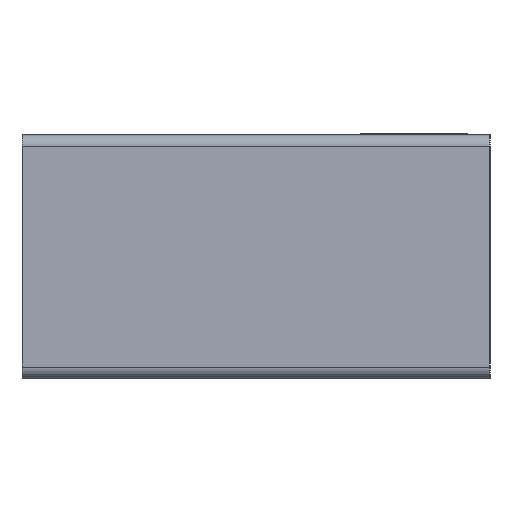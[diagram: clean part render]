
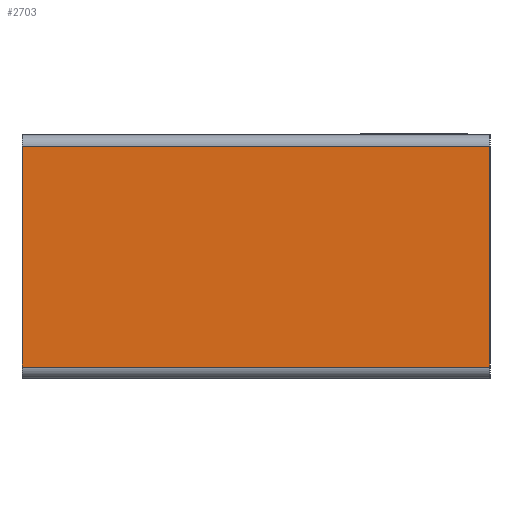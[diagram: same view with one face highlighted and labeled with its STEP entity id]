
A CAD part, left-side view. The second image highlights one B-rep face of the part: STEP entity #2703.
In plain terms, the highlighted planar face has unit normal (-1, 0, 0).
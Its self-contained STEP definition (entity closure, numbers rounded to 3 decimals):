
#232=FACE_OUTER_BOUND('',#385,.T.);
#385=EDGE_LOOP('',(#1893,#1894,#1895,#1896));
#581=LINE('',#3778,#860);
#595=LINE('',#3813,#874);
#596=LINE('',#3816,#875);
#597=LINE('',#3817,#876);
#860=VECTOR('',#3199,10.);
#874=VECTOR('',#3235,10.);
#875=VECTOR('',#3238,10.);
#876=VECTOR('',#3239,10.);
#1138=VERTEX_POINT('',#3775);
#1139=VERTEX_POINT('',#3777);
#1149=VERTEX_POINT('',#3811);
#1150=VERTEX_POINT('',#3815);
#1420=EDGE_CURVE('',#1138,#1139,#581,.T.);
#1438=EDGE_CURVE('',#1138,#1149,#595,.T.);
#1439=EDGE_CURVE('',#1150,#1149,#596,.T.);
#1440=EDGE_CURVE('',#1139,#1150,#597,.T.);
#1893=ORIENTED_EDGE('',*,*,#1438,.T.);
#1894=ORIENTED_EDGE('',*,*,#1439,.F.);
#1895=ORIENTED_EDGE('',*,*,#1440,.F.);
#1896=ORIENTED_EDGE('',*,*,#1420,.F.);
#2606=PLANE('',#3002);
#2703=ADVANCED_FACE('',(#232),#2606,.T.);
#3002=AXIS2_PLACEMENT_3D('',#3814,#3236,#3237);
#3199=DIRECTION('',(0.,0.,-1.));
#3235=DIRECTION('',(0.,1.,0.));
#3236=DIRECTION('center_axis',(-1.,0.,0.));
#3237=DIRECTION('ref_axis',(0.,0.,1.));
#3238=DIRECTION('',(0.,0.,1.));
#3239=DIRECTION('',(0.,1.,0.));
#3775=CARTESIAN_POINT('',(-1.,-0.625,0.62));
#3777=CARTESIAN_POINT('',(-1.,-0.625,0.03));
#3778=CARTESIAN_POINT('',(-1.,-0.625,0.03));
#3811=CARTESIAN_POINT('',(-1.,0.625,0.62));
#3813=CARTESIAN_POINT('',(-1.,0.,0.62));
#3814=CARTESIAN_POINT('Origin',(-1.,0.,0.03));
#3815=CARTESIAN_POINT('',(-1.,0.625,0.03));
#3816=CARTESIAN_POINT('',(-1.,0.625,0.03));
#3817=CARTESIAN_POINT('',(-1.,0.,0.03));
